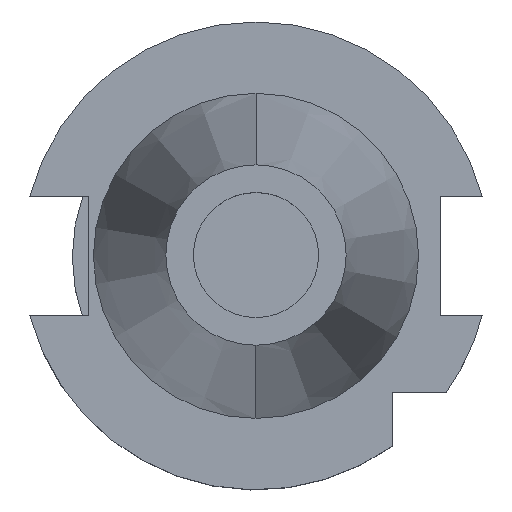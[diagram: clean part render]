
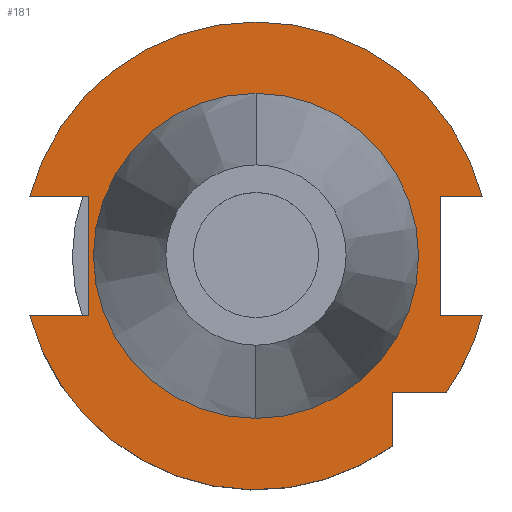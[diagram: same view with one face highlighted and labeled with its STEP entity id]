
A CAD part, top view. The second image highlights one B-rep face of the part: STEP entity #181.
In plain terms, the highlighted planar face has unit normal (0, 0, 1).
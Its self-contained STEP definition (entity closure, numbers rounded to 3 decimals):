
#85=FACE_BOUND('',#354,.T.);
#86=FACE_BOUND('',#355,.T.);
#126=PLANE('',#1473);
#181=ADVANCED_FACE('',(#85,#86),#126,.F.);
#354=EDGE_LOOP('',(#678,#679));
#355=EDGE_LOOP('',(#680,#681,#682,#683,#684,#685,#686,#687,#688,#689,#690));
#401=CIRCLE('',#1392,21.879);
#403=CIRCLE('',#1395,21.879);
#423=CIRCLE('',#1429,31.775);
#425=CIRCLE('',#1432,31.775);
#428=CIRCLE('',#1436,31.775);
#678=ORIENTED_EDGE('',*,*,#1017,.F.);
#679=ORIENTED_EDGE('',*,*,#1020,.F.);
#680=ORIENTED_EDGE('',*,*,#1124,.T.);
#681=ORIENTED_EDGE('',*,*,#1125,.F.);
#682=ORIENTED_EDGE('',*,*,#1126,.F.);
#683=ORIENTED_EDGE('',*,*,#1065,.F.);
#684=ORIENTED_EDGE('',*,*,#1127,.T.);
#685=ORIENTED_EDGE('',*,*,#1109,.F.);
#686=ORIENTED_EDGE('',*,*,#1061,.T.);
#687=ORIENTED_EDGE('',*,*,#1060,.T.);
#688=ORIENTED_EDGE('',*,*,#1123,.F.);
#689=ORIENTED_EDGE('',*,*,#1128,.F.);
#690=ORIENTED_EDGE('',*,*,#1071,.T.);
#882=VERTEX_POINT('',#1990);
#884=VERTEX_POINT('',#1993);
#910=VERTEX_POINT('',#2068);
#917=VERTEX_POINT('',#2092);
#918=VERTEX_POINT('',#2096);
#920=VERTEX_POINT('',#2102);
#922=VERTEX_POINT('',#2105);
#924=VERTEX_POINT('',#2111);
#927=VERTEX_POINT('',#2116);
#948=VERTEX_POINT('',#2242);
#956=VERTEX_POINT('',#2266);
#957=VERTEX_POINT('',#2270);
#958=VERTEX_POINT('',#2272);
#1017=EDGE_CURVE('',#882,#884,#401,.T.);
#1020=EDGE_CURVE('',#884,#882,#403,.T.);
#1060=EDGE_CURVE('',#910,#917,#1221,.T.);
#1061=EDGE_CURVE('',#918,#910,#423,.T.);
#1065=EDGE_CURVE('',#920,#922,#425,.T.);
#1071=EDGE_CURVE('',#924,#927,#428,.T.);
#1109=EDGE_CURVE('',#918,#948,#1242,.T.);
#1123=EDGE_CURVE('',#956,#917,#1252,.T.);
#1124=EDGE_CURVE('',#927,#957,#1253,.T.);
#1125=EDGE_CURVE('',#958,#957,#1254,.T.);
#1126=EDGE_CURVE('',#922,#958,#1255,.T.);
#1127=EDGE_CURVE('',#920,#948,#1256,.T.);
#1128=EDGE_CURVE('',#924,#956,#1257,.T.);
#1221=LINE('',#2093,#1298);
#1242=LINE('',#2241,#1319);
#1252=LINE('',#2267,#1329);
#1253=LINE('',#2269,#1330);
#1254=LINE('',#2271,#1331);
#1255=LINE('',#2273,#1332);
#1256=LINE('',#2274,#1333);
#1257=LINE('',#2275,#1334);
#1298=VECTOR('',#1680,1.);
#1319=VECTOR('',#1775,1.);
#1329=VECTOR('',#1799,1.);
#1330=VECTOR('',#1802,1.);
#1331=VECTOR('',#1803,1.);
#1332=VECTOR('',#1804,1.);
#1333=VECTOR('',#1805,1.);
#1334=VECTOR('',#1806,1.);
#1392=AXIS2_PLACEMENT_3D('',#1992,#1589,#1590);
#1395=AXIS2_PLACEMENT_3D('',#1998,#1596,#1597);
#1429=AXIS2_PLACEMENT_3D('',#2095,#1683,#1684);
#1432=AXIS2_PLACEMENT_3D('',#2104,#1691,#1692);
#1436=AXIS2_PLACEMENT_3D('',#2117,#1702,#1703);
#1473=AXIS2_PLACEMENT_3D('',#2276,#1807,#1808);
#1589=DIRECTION('',(0.,0.,1.));
#1590=DIRECTION('',(-1.,0.,0.));
#1596=DIRECTION('',(0.,0.,1.));
#1597=DIRECTION('',(-1.,0.,0.));
#1680=DIRECTION('',(-1.,0.,0.));
#1683=DIRECTION('',(0.,0.,1.));
#1684=DIRECTION('',(-1.,0.,0.));
#1691=DIRECTION('',(0.,0.,-1.));
#1692=DIRECTION('',(-1.,0.,0.));
#1702=DIRECTION('',(0.,0.,1.));
#1703=DIRECTION('',(-1.,0.,0.));
#1775=DIRECTION('',(-1.,0.,0.));
#1799=DIRECTION('',(0.,-1.,0.));
#1802=DIRECTION('',(1.,0.,0.));
#1803=DIRECTION('',(0.,1.,0.));
#1804=DIRECTION('',(1.,0.,0.));
#1805=DIRECTION('',(0.,1.,0.));
#1806=DIRECTION('',(-1.,0.,0.));
#1807=DIRECTION('',(0.,0.,-1.));
#1808=DIRECTION('',(0.,1.,0.));
#1990=CARTESIAN_POINT('',(0.,-21.879,-1.));
#1992=CARTESIAN_POINT('',(0.,0.,-1.));
#1993=CARTESIAN_POINT('',(0.,21.879,-1.));
#1998=CARTESIAN_POINT('',(0.,0.,-1.));
#2068=CARTESIAN_POINT('',(30.738,-8.05,-1.));
#2092=CARTESIAN_POINT('',(25.,-8.05,-1.));
#2093=CARTESIAN_POINT('',(29.704,-8.05,-1.));
#2095=CARTESIAN_POINT('',(0.,0.,-1.));
#2096=CARTESIAN_POINT('',(25.834,-18.5,-1.));
#2102=CARTESIAN_POINT('',(18.5,-25.834,-1.));
#2104=CARTESIAN_POINT('',(0.,0.,-1.));
#2105=CARTESIAN_POINT('',(-30.738,-8.05,-1.));
#2111=CARTESIAN_POINT('',(30.738,8.05,-1.));
#2116=CARTESIAN_POINT('',(-30.738,8.05,-1.));
#2117=CARTESIAN_POINT('',(0.,0.,-1.));
#2241=CARTESIAN_POINT('',(24.594,-18.5,-1.));
#2242=CARTESIAN_POINT('',(18.5,-18.5,-1.));
#2266=CARTESIAN_POINT('',(25.,8.05,-1.));
#2267=CARTESIAN_POINT('',(25.,8.05,-1.));
#2269=CARTESIAN_POINT('',(-29.704,8.05,-1.));
#2270=CARTESIAN_POINT('',(-22.7,8.05,-1.));
#2271=CARTESIAN_POINT('',(-22.7,-8.05,-1.));
#2272=CARTESIAN_POINT('',(-22.7,-8.05,-1.));
#2273=CARTESIAN_POINT('',(-29.704,-8.05,-1.));
#2274=CARTESIAN_POINT('',(18.5,-24.594,-1.));
#2275=CARTESIAN_POINT('',(29.704,8.05,-1.));
#2276=CARTESIAN_POINT('',(0.,0.,-1.));
